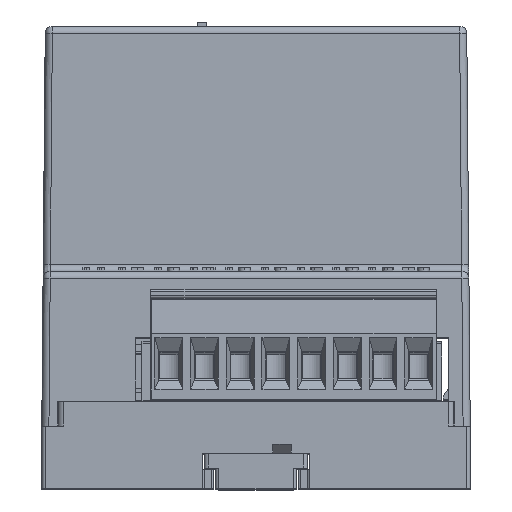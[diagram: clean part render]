
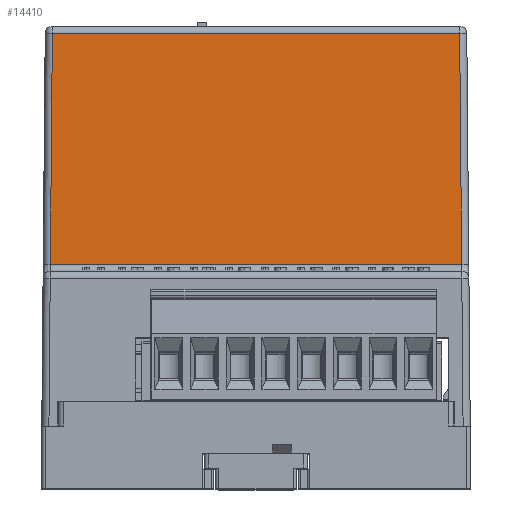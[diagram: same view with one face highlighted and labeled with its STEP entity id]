
A CAD part, top view. The second image highlights one B-rep face of the part: STEP entity #14410.
In plain terms, the highlighted planar face has unit normal (0, 0.009, 1).
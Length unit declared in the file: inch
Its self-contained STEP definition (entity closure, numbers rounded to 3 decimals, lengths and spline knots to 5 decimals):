
#66 = CARTESIAN_POINT ( 'NONE',  ( -1.1811, 2.55118, 1.16932 ) ) ;
#322 = VERTEX_POINT ( 'NONE', #61656 ) ;
#2714 = EDGE_LOOP ( 'NONE', ( #66352, #62364, #67292, #12021 ) ) ;
#6599 = DIRECTION ( 'NONE',  ( 1., 0., 0. ) ) ;
#6933 = VECTOR ( 'NONE', #68514, 39.37008 ) ;
#7293 = VECTOR ( 'NONE', #30034, 39.37008 ) ;
#8838 = CARTESIAN_POINT ( 'NONE',  ( -1.1811, 2.51215, 1.16966 ) ) ;
#12021 = ORIENTED_EDGE ( 'NONE', *, *, #16517, .T. ) ;
#14052 = LINE ( 'NONE', #8838, #7293 ) ;
#14410 = ADVANCED_FACE ( 'NONE', ( #22271 ), #47651, .F. ) ;
#15644 = LINE ( 'NONE', #26444, #6933 ) ;
#16517 = EDGE_CURVE ( 'NONE', #42156, #20230, #27137, .T. ) ;
#18919 = EDGE_CURVE ( 'NONE', #35498, #42156, #53816, .T. ) ;
#19767 = CARTESIAN_POINT ( 'NONE',  ( -1.13394, 1.23981, 1.18076 ) ) ;
#20230 = VERTEX_POINT ( 'NONE', #39705 ) ;
#21230 = VECTOR ( 'NONE', #21847, 39.37008 ) ;
#21585 = DIRECTION ( 'NONE',  ( 0., -0.009, -1. ) ) ;
#21847 = DIRECTION ( 'NONE',  ( -0.009, -1., 0.009 ) ) ;
#22271 = FACE_OUTER_BOUND ( 'NONE', #2714, .T. ) ;
#26444 = CARTESIAN_POINT ( 'NONE',  ( 1.12232, 2.57128, 1.16914 ) ) ;
#27137 = LINE ( 'NONE', #54212, #52267 ) ;
#30034 = DIRECTION ( 'NONE',  ( -1., 0., 0. ) ) ;
#31682 = DIRECTION ( 'NONE',  ( 0., 1., -0.009 ) ) ;
#32082 = AXIS2_PLACEMENT_3D ( 'NONE', #66, #21585, #31682 ) ;
#32282 = CARTESIAN_POINT ( 'NONE',  ( -1.1225, 2.55067, 1.16932 ) ) ;
#35498 = VERTEX_POINT ( 'NONE', #41540 ) ;
#39705 = CARTESIAN_POINT ( 'NONE',  ( 1.13394, 1.23981, 1.18076 ) ) ;
#41540 = CARTESIAN_POINT ( 'NONE',  ( -1.12283, 2.51215, 1.16966 ) ) ;
#42156 = VERTEX_POINT ( 'NONE', #19767 ) ;
#43089 = EDGE_CURVE ( 'NONE', #322, #35498, #14052, .T. ) ;
#47651 = PLANE ( 'NONE',  #32082 ) ;
#52267 = VECTOR ( 'NONE', #6599, 39.37008 ) ;
#53816 = LINE ( 'NONE', #32282, #21230 ) ;
#54032 = EDGE_CURVE ( 'NONE', #20230, #322, #15644, .T. ) ;
#54212 = CARTESIAN_POINT ( 'NONE',  ( 1.17365, 1.23981, 1.18076 ) ) ;
#61656 = CARTESIAN_POINT ( 'NONE',  ( 1.12283, 2.51215, 1.16966 ) ) ;
#62364 = ORIENTED_EDGE ( 'NONE', *, *, #43089, .T. ) ;
#66352 = ORIENTED_EDGE ( 'NONE', *, *, #54032, .T. ) ;
#67292 = ORIENTED_EDGE ( 'NONE', *, *, #18919, .T. ) ;
#68514 = DIRECTION ( 'NONE',  ( -0.009, 1., -0.009 ) ) ;
